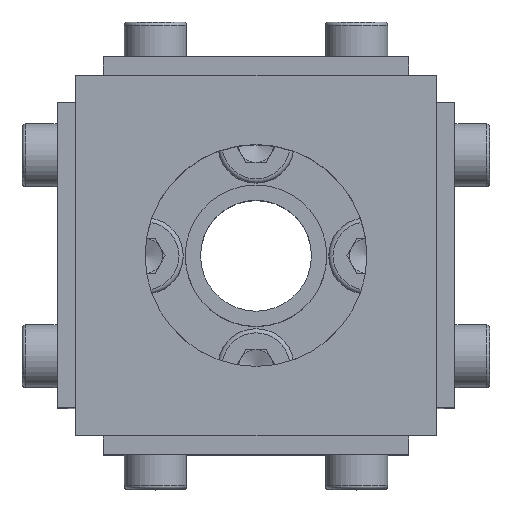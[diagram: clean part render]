
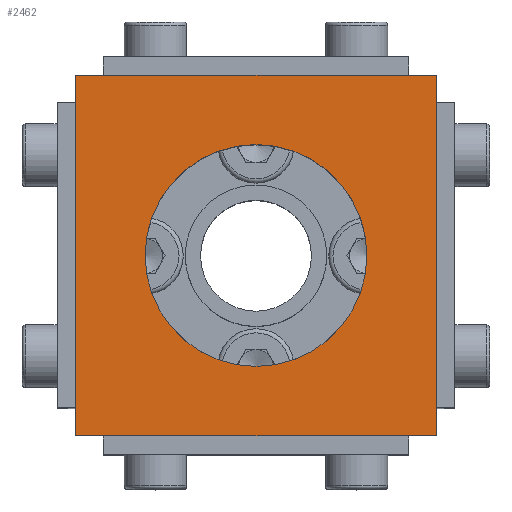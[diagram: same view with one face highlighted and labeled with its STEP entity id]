
A CAD part, top view. The second image highlights one B-rep face of the part: STEP entity #2462.
In plain terms, the highlighted planar face has unit normal (0, 0, 1).
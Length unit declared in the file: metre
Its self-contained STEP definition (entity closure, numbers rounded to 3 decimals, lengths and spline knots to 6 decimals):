
#307=CIRCLE('',#2790,0.008);
#749=ORIENTED_EDGE('',*,*,#1171,.F.);
#750=ORIENTED_EDGE('',*,*,#1144,.F.);
#751=ORIENTED_EDGE('',*,*,#1166,.T.);
#752=ORIENTED_EDGE('',*,*,#1158,.T.);
#753=ORIENTED_EDGE('',*,*,#1175,.F.);
#1144=EDGE_CURVE('',#1405,#1406,#1590,.T.);
#1158=EDGE_CURVE('',#1420,#1419,#1602,.T.);
#1166=EDGE_CURVE('',#1405,#1420,#1607,.T.);
#1171=EDGE_CURVE('',#1428,#1428,#307,.T.);
#1175=EDGE_CURVE('',#1406,#1419,#1609,.T.);
#1405=VERTEX_POINT('',#4033);
#1406=VERTEX_POINT('',#4035);
#1419=VERTEX_POINT('',#4062);
#1420=VERTEX_POINT('',#4064);
#1428=VERTEX_POINT('',#4192);
#1590=LINE('',#4034,#1714);
#1602=LINE('',#4063,#1726);
#1607=LINE('',#4077,#1731);
#1609=LINE('',#4199,#1733);
#1714=VECTOR('',#3328,1.);
#1726=VECTOR('',#3346,1.);
#1731=VECTOR('',#3361,1.);
#1733=VECTOR('',#3373,1.);
#1936=EDGE_LOOP('',(#749));
#1937=EDGE_LOOP('',(#750,#751,#752,#753));
#2204=FACE_BOUND('',#1936,.T.);
#2205=FACE_BOUND('',#1937,.T.);
#2345=PLANE('',#2794);
#2462=ADVANCED_FACE('',(#2204,#2205),#2345,.T.);
#2790=AXIS2_PLACEMENT_3D('',#4191,#3364,#3365);
#2794=AXIS2_PLACEMENT_3D('',#4200,#3374,#3375);
#3328=DIRECTION('',(-1.,0.,0.));
#3346=DIRECTION('',(-1.,0.,0.));
#3361=DIRECTION('',(0.,1.,0.));
#3364=DIRECTION('',(0.,0.,1.));
#3365=DIRECTION('',(1.,0.,0.));
#3373=DIRECTION('',(0.,1.,0.));
#3374=DIRECTION('',(0.,0.,1.));
#3375=DIRECTION('',(1.,0.,0.));
#4033=CARTESIAN_POINT('',(0.013,-0.013,0.042333));
#4034=CARTESIAN_POINT('',(0.,-0.013,0.042333));
#4035=CARTESIAN_POINT('',(-0.013,-0.013,0.042333));
#4062=CARTESIAN_POINT('',(-0.013,0.013,0.042333));
#4063=CARTESIAN_POINT('',(0.,0.013,0.042333));
#4064=CARTESIAN_POINT('',(0.013,0.013,0.042333));
#4077=CARTESIAN_POINT('',(0.013,0.,0.042333));
#4191=CARTESIAN_POINT('',(0.,0.,0.042333));
#4192=CARTESIAN_POINT('',(0.008,0.,0.042333));
#4199=CARTESIAN_POINT('',(-0.013,0.,0.042333));
#4200=CARTESIAN_POINT('',(0.,0.,0.042333));
